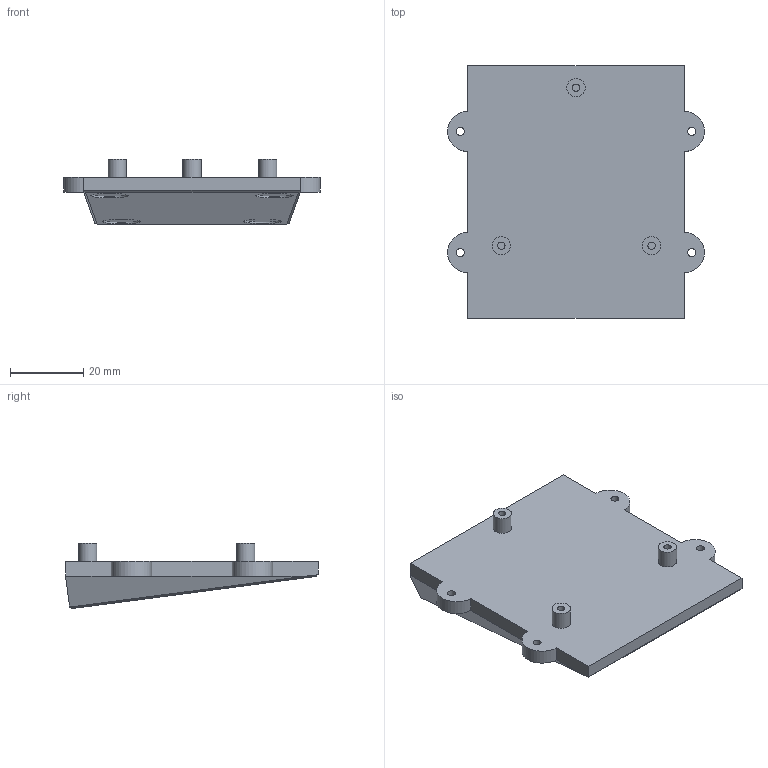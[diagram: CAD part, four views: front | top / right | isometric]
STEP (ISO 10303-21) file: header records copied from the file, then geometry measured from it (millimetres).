
FILE_DESCRIPTION(/* description */ (''),/* implementation_level */ '2;1');
FILE_NAME(/* name */ 'Bottom.step',/* time_stamp */ '2021-12-04T17:13:37-06:00',/* author */ (''),/* organization */ (''),/* preprocessor_version */ 'ST-DEVELOPER v18.1',/* originating_system */ 'Autodesk Translation Framework v10.10.0.1391',/* authorisation */ '');
FILE_SCHEMA (('AUTOMOTIVE_DESIGN { 1 0 10303 214 3 1 1 }'));
Length unit declared in the file: millimetre
Products named in the file (2): Kinetic.Pad Case; Bottom Case
Assembly tree (1 placements, depth 2):
  Kinetic.Pad Case
    Bottom Case
Bounding box: 70.15 x 69.06 x 17.81 mm (x, y, z)
Volume: 34582.3 mm3; surface area: 11075.7 mm2
Topology: 1 solids, 1 shells, 57 faces, 119 edges, 74 vertices
Faces by surface type: plane 35, cylinder 22
Full cylindrical faces by diameter (mm): 2 x3, 2.2 x4, 4 x4, 5 x3, 10.2 x4
Entity records: 1580 total; most frequent: DIRECTION 285, CARTESIAN_POINT 253, ORIENTED_EDGE 238, EDGE_CURVE 119, AXIS2_PLACEMENT_3D 106, EDGE_LOOP 75, VERTEX_POINT 74, LINE 73
